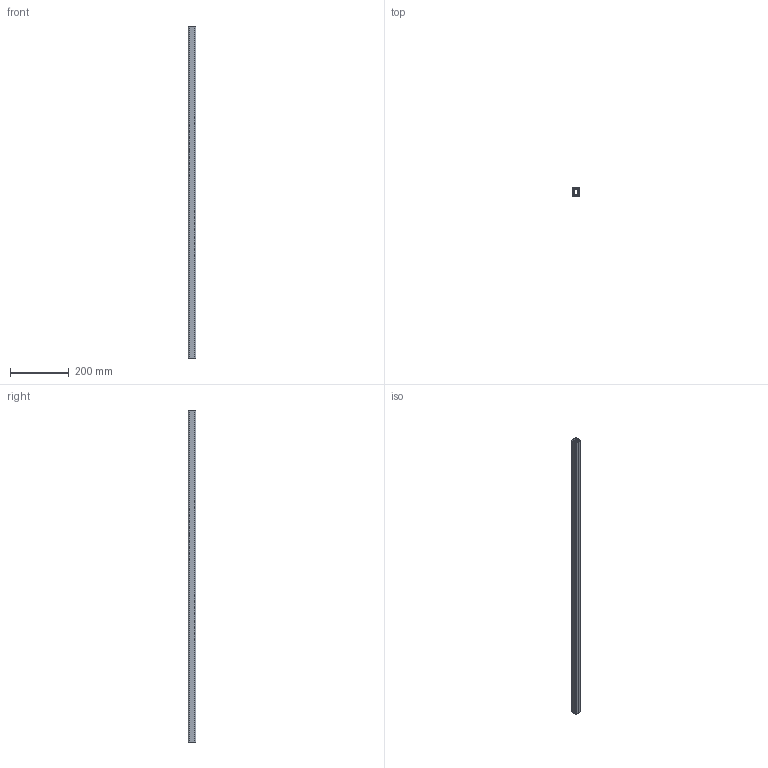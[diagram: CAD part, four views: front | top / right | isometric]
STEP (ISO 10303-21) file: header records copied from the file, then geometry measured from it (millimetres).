
FILE_DESCRIPTION (( 'STEP AP203' ), '1' );
FILE_NAME ('am-5412 44.5in Peanut.STEP', '2024-04-03T14:05:39', ( '' ), ( '' ), 'SwSTEP 2.0', 'SolidWorks 2024', '' );
FILE_SCHEMA (( 'CONFIG_CONTROL_DESIGN' ));
Length unit declared in the file: inch
Products named in the file (1): am-5412 44.5in Peanut
Bounding box: 25.4 x 25.4 x 1130.3 mm (x, y, z)
Volume: 224344.9 mm3; surface area: 264707.3 mm2
Topology: 1 solids, 1 shells, 43 faces, 123 edges, 82 vertices
Faces by surface type: cylinder 28, plane 15
Entity records: 1516 total; most frequent: DIRECTION 267, CARTESIAN_POINT 249, ORIENTED_EDGE 246, EDGE_CURVE 123, AXIS2_PLACEMENT_3D 100, VERTEX_POINT 82, LINE 67, VECTOR 67
